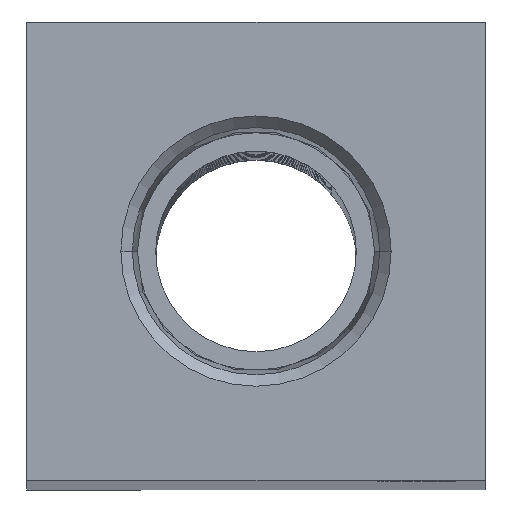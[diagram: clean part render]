
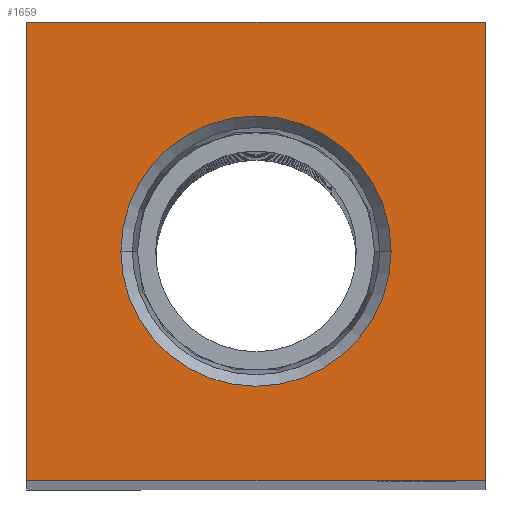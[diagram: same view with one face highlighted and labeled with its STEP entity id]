
A CAD part, top view. The second image highlights one B-rep face of the part: STEP entity #1659.
In plain terms, the highlighted planar face has unit normal (0, 0, 1).
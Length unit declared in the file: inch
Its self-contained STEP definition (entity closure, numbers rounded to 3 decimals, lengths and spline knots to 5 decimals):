
#116 = EDGE_CURVE ( 'NONE', #1551, #1624, #1774, .T. ) ;
#268 = CARTESIAN_POINT ( 'NONE',  ( -0.5, -0.5, 6.125 ) ) ;
#273 = LINE ( 'NONE', #1391, #2927 ) ;
#278 = DIRECTION ( 'NONE',  ( 0., -1., 0. ) ) ;
#312 = CIRCLE ( 'NONE', #1802, 0.29487 ) ;
#313 = LINE ( 'NONE', #2435, #787 ) ;
#431 = VERTEX_POINT ( 'NONE', #2100 ) ;
#581 = CARTESIAN_POINT ( 'NONE',  ( -0.5, 0.5, 6.125 ) ) ;
#593 = CARTESIAN_POINT ( 'NONE',  ( -0.5, -0.5, 6.125 ) ) ;
#752 = EDGE_CURVE ( 'NONE', #431, #897, #1091, .T. ) ;
#787 = VECTOR ( 'NONE', #2393, 39.37008 ) ;
#792 = EDGE_CURVE ( 'NONE', #2667, #431, #273, .T. ) ;
#897 = VERTEX_POINT ( 'NONE', #581 ) ;
#966 = VERTEX_POINT ( 'NONE', #593 ) ;
#1049 = EDGE_CURVE ( 'NONE', #897, #966, #1877, .T. ) ;
#1077 = FACE_BOUND ( 'NONE', #1597, .T. ) ;
#1091 = LINE ( 'NONE', #1541, #3011 ) ;
#1189 = DIRECTION ( 'NONE',  ( 0., 0., 1. ) ) ;
#1210 = DIRECTION ( 'NONE',  ( 1., 0., 0. ) ) ;
#1282 = EDGE_LOOP ( 'NONE', ( #1715, #2560, #2002, #1981 ) ) ;
#1289 = CARTESIAN_POINT ( 'NONE',  ( 0., 0., 6.125 ) ) ;
#1308 = ORIENTED_EDGE ( 'NONE', *, *, #116, .F. ) ;
#1352 = DIRECTION ( 'NONE',  ( 0., 1., 0. ) ) ;
#1378 = EDGE_CURVE ( 'NONE', #1624, #1551, #312, .T. ) ;
#1391 = CARTESIAN_POINT ( 'NONE',  ( 0.5, -0.5, 6.125 ) ) ;
#1440 = DIRECTION ( 'NONE',  ( -1., 0., 0. ) ) ;
#1541 = CARTESIAN_POINT ( 'NONE',  ( 0.5, 0.5, 6.125 ) ) ;
#1551 = VERTEX_POINT ( 'NONE', #2706 ) ;
#1597 = EDGE_LOOP ( 'NONE', ( #3083, #1308 ) ) ;
#1624 = VERTEX_POINT ( 'NONE', #2489 ) ;
#1659 = ADVANCED_FACE ( 'NONE', ( #1077, #1759 ), #2000, .T. ) ;
#1676 = AXIS2_PLACEMENT_3D ( 'NONE', #1289, #1189, #1210 ) ;
#1715 = ORIENTED_EDGE ( 'NONE', *, *, #1049, .T. ) ;
#1759 = FACE_OUTER_BOUND ( 'NONE', #1282, .T. ) ;
#1774 = CIRCLE ( 'NONE', #1676, 0.29487 ) ;
#1802 = AXIS2_PLACEMENT_3D ( 'NONE', #3151, #3143, #3133 ) ;
#1877 = LINE ( 'NONE', #268, #2534 ) ;
#1977 = DIRECTION ( 'NONE',  ( 1., 0., 0. ) ) ;
#1981 = ORIENTED_EDGE ( 'NONE', *, *, #752, .T. ) ;
#1992 = DIRECTION ( 'NONE',  ( 0., 0., 1. ) ) ;
#2000 = PLANE ( 'NONE',  #2733 ) ;
#2002 = ORIENTED_EDGE ( 'NONE', *, *, #792, .T. ) ;
#2004 = CARTESIAN_POINT ( 'NONE',  ( 0., 0., 6.125 ) ) ;
#2100 = CARTESIAN_POINT ( 'NONE',  ( 0.5, 0.5, 6.125 ) ) ;
#2326 = EDGE_CURVE ( 'NONE', #966, #2667, #313, .T. ) ;
#2393 = DIRECTION ( 'NONE',  ( 1., 0., 0. ) ) ;
#2435 = CARTESIAN_POINT ( 'NONE',  ( 0.5, -0.5, 6.125 ) ) ;
#2489 = CARTESIAN_POINT ( 'NONE',  ( 0.29487, 0., 6.125 ) ) ;
#2534 = VECTOR ( 'NONE', #278, 39.37008 ) ;
#2560 = ORIENTED_EDGE ( 'NONE', *, *, #2326, .T. ) ;
#2667 = VERTEX_POINT ( 'NONE', #2953 ) ;
#2706 = CARTESIAN_POINT ( 'NONE',  ( -0.29487, 0., 6.125 ) ) ;
#2733 = AXIS2_PLACEMENT_3D ( 'NONE', #2004, #1992, #1977 ) ;
#2927 = VECTOR ( 'NONE', #1352, 39.37008 ) ;
#2953 = CARTESIAN_POINT ( 'NONE',  ( 0.5, -0.5, 6.125 ) ) ;
#3011 = VECTOR ( 'NONE', #1440, 39.37008 ) ;
#3083 = ORIENTED_EDGE ( 'NONE', *, *, #1378, .F. ) ;
#3133 = DIRECTION ( 'NONE',  ( 1., 0., 0. ) ) ;
#3143 = DIRECTION ( 'NONE',  ( 0., 0., 1. ) ) ;
#3151 = CARTESIAN_POINT ( 'NONE',  ( 0., 0., 6.125 ) ) ;
